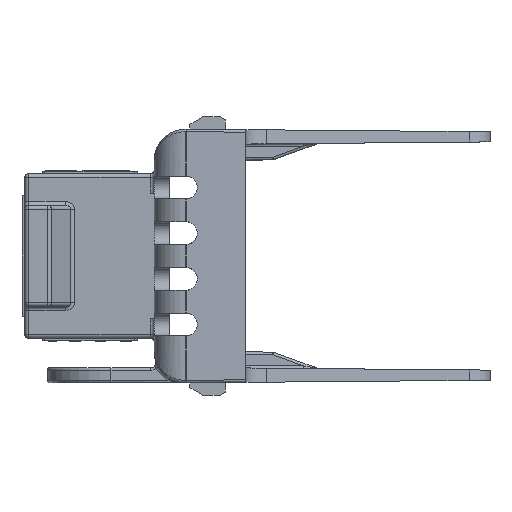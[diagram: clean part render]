
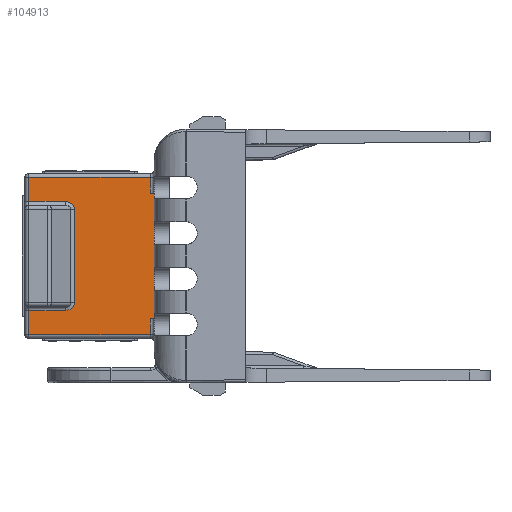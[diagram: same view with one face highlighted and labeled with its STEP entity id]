
A CAD part, left-side view. The second image highlights one B-rep face of the part: STEP entity #104913.
In plain terms, the highlighted planar face has unit normal (-1, 0, 0).
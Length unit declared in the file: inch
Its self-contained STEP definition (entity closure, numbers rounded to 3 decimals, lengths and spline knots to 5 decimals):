
#1124 = CARTESIAN_POINT ( 'NONE',  ( -0.625, 0.175, 0.2475 ) ) ;
#3192 = EDGE_CURVE ( 'NONE', #5923, #150800, #84421, .T. ) ;
#3423 = EDGE_CURVE ( 'NONE', #8134, #103660, #44547, .T. ) ;
#3964 = ORIENTED_EDGE ( 'NONE', *, *, #42692, .T. ) ;
#5321 = VERTEX_POINT ( 'NONE', #23778 ) ;
#5923 = VERTEX_POINT ( 'NONE', #119663 ) ;
#7353 = DIRECTION ( 'NONE',  ( 0., -1., 0. ) ) ;
#8134 = VERTEX_POINT ( 'NONE', #112844 ) ;
#8929 = EDGE_CURVE ( 'NONE', #138874, #5321, #76449, .T. ) ;
#9678 = CARTESIAN_POINT ( 'NONE',  ( -0.625, 0.48974, -0.185 ) ) ;
#10956 = VERTEX_POINT ( 'NONE', #20849 ) ;
#11386 = CARTESIAN_POINT ( 'NONE',  ( -0.625, 0.19, 0.2475 ) ) ;
#12735 = CARTESIAN_POINT ( 'NONE',  ( -0.625, 0.685, 0.31 ) ) ;
#13967 = VERTEX_POINT ( 'NONE', #11386 ) ;
#14967 = EDGE_CURVE ( 'NONE', #141332, #150800, #151906, .T. ) ;
#17266 = ORIENTED_EDGE ( 'NONE', *, *, #156618, .T. ) ;
#17545 = DIRECTION ( 'NONE',  ( 0., 1., 0. ) ) ;
#17784 = VERTEX_POINT ( 'NONE', #128407 ) ;
#20849 = CARTESIAN_POINT ( 'NONE',  ( -0.625, 0.67, 0.31 ) ) ;
#21889 = DIRECTION ( 'NONE',  ( 0., 0., -1. ) ) ;
#23778 = CARTESIAN_POINT ( 'NONE',  ( -0.625, 0.67, -0.31 ) ) ;
#24703 = CARTESIAN_POINT ( 'NONE',  ( -0.625, 0.48974, -0.185 ) ) ;
#24931 = DIRECTION ( 'NONE',  ( 1., 0., 0. ) ) ;
#25529 = CARTESIAN_POINT ( 'NONE',  ( -0.625, 0.50409, -0.215 ) ) ;
#30318 = ORIENTED_EDGE ( 'NONE', *, *, #14967, .F. ) ;
#32867 = VECTOR ( 'NONE', #50392, 39.37008 ) ;
#35940 = FACE_OUTER_BOUND ( 'NONE', #92170, .T. ) ;
#38353 = EDGE_CURVE ( 'NONE', #10956, #150610, #97535, .T. ) ;
#38685 = DIRECTION ( 'NONE',  ( 0., -1., 0. ) ) ;
#42692 = EDGE_CURVE ( 'NONE', #103660, #54733, #74491, .T. ) ;
#44547 = LINE ( 'NONE', #123024, #45444 ) ;
#45198 = ORIENTED_EDGE ( 'NONE', *, *, #133410, .T. ) ;
#45444 = VECTOR ( 'NONE', #7353, 39.37008 ) ;
#45474 = CARTESIAN_POINT ( 'NONE',  ( -0.625, 0.175, -0.2475 ) ) ;
#48413 = VECTOR ( 'NONE', #88430, 39.37008 ) ;
#49303 = ORIENTED_EDGE ( 'NONE', *, *, #86701, .T. ) ;
#49573 = CARTESIAN_POINT ( 'NONE',  ( -0.625, 0.685, -0.31 ) ) ;
#50392 = DIRECTION ( 'NONE',  ( 0., 1., 0. ) ) ;
#52082 = CARTESIAN_POINT ( 'NONE',  ( -0.625, 0.52438, 0.215 ) ) ;
#54733 = VERTEX_POINT ( 'NONE', #1124 ) ;
#54855 = CARTESIAN_POINT ( 'NONE',  ( -0.625, 0.19, 0.31 ) ) ;
#59801 = DIRECTION ( 'NONE',  ( 0., 0., 1. ) ) ;
#60437 = CARTESIAN_POINT ( 'NONE',  ( -0.625, 0.685, 0.325 ) ) ;
#61220 = ORIENTED_EDGE ( 'NONE', *, *, #93763, .T. ) ;
#61393 = VECTOR ( 'NONE', #17545, 39.37008 ) ;
#63036 = LINE ( 'NONE', #114533, #32867 ) ;
#64719 = VECTOR ( 'NONE', #38685, 39.37008 ) ;
#66886 = ORIENTED_EDGE ( 'NONE', *, *, #38353, .T. ) ;
#74491 = LINE ( 'NONE', #124315, #92360 ) ;
#75998 = EDGE_CURVE ( 'NONE', #150610, #84413, #76681, .T. ) ;
#76449 = LINE ( 'NONE', #140630, #90121 ) ;
#76681 = LINE ( 'NONE', #103694, #64719 ) ;
#78978 = AXIS2_PLACEMENT_3D ( 'NONE', #60437, #24931, #125429 ) ;
#84413 = VERTEX_POINT ( 'NONE', #52082 ) ;
#84421 = LINE ( 'NONE', #147744, #137044 ) ;
#85065 = CARTESIAN_POINT ( 'NONE',  ( -0.625, 0.67, 0.215 ) ) ;
#86307 =( BOUNDED_CURVE ( )  B_SPLINE_CURVE ( 3, ( #87507, #138996, #86675, #122975 ),
 .UNSPECIFIED., .F., .F. ) 
 B_SPLINE_CURVE_WITH_KNOTS ( ( 4, 4 ),
 ( 3.14159, 4.71239 ),
 .UNSPECIFIED. ) 
 CURVE ( )  GEOMETRIC_REPRESENTATION_ITEM ( )  RATIONAL_B_SPLINE_CURVE ( ( 1., 0.805, 0.805, 1. ) ) 
 REPRESENTATION_ITEM ( '' )  );
#86675 = CARTESIAN_POINT ( 'NONE',  ( -0.625, 0.50409, 0.215 ) ) ;
#86701 = EDGE_CURVE ( 'NONE', #17784, #8134, #115900, .T. ) ;
#86842 = CARTESIAN_POINT ( 'NONE',  ( -0.625, 0.19, 0.325 ) ) ;
#87507 = CARTESIAN_POINT ( 'NONE',  ( -0.625, 0.48974, 0.185 ) ) ;
#88430 = DIRECTION ( 'NONE',  ( 0., -1., 0. ) ) ;
#88918 = CARTESIAN_POINT ( 'NONE',  ( -0.625, 0.48974, -0.20257 ) ) ;
#88970 = EDGE_CURVE ( 'NONE', #54733, #13967, #107063, .T. ) ;
#90121 = VECTOR ( 'NONE', #153334, 39.37008 ) ;
#92170 = EDGE_LOOP ( 'NONE', ( #3964, #111594, #45198, #126876, #66886, #159989, #128737, #126764, #30318, #17266, #95366, #61220, #49303, #94190 ) ) ;
#92360 = VECTOR ( 'NONE', #152201, 39.37008 ) ;
#92923 = DIRECTION ( 'NONE',  ( 0., 1., 0. ) ) ;
#93763 = EDGE_CURVE ( 'NONE', #5321, #17784, #127227, .T. ) ;
#94190 = ORIENTED_EDGE ( 'NONE', *, *, #3423, .T. ) ;
#95366 = ORIENTED_EDGE ( 'NONE', *, *, #8929, .T. ) ;
#97535 = LINE ( 'NONE', #111814, #161486 ) ;
#101729 = EDGE_CURVE ( 'NONE', #5923, #84413, #86307, .T. ) ;
#102044 = VECTOR ( 'NONE', #126065, 39.37008 ) ;
#103660 = VERTEX_POINT ( 'NONE', #45474 ) ;
#103694 = CARTESIAN_POINT ( 'NONE',  ( -0.625, 0.685, 0.215 ) ) ;
#104913 = ADVANCED_FACE ( 'NONE', ( #35940 ), #163463, .F. ) ;
#107063 = LINE ( 'NONE', #161085, #61393 ) ;
#110305 = VECTOR ( 'NONE', #92923, 39.37008 ) ;
#111594 = ORIENTED_EDGE ( 'NONE', *, *, #88970, .T. ) ;
#111814 = CARTESIAN_POINT ( 'NONE',  ( -0.625, 0.67, 0.325 ) ) ;
#112844 = CARTESIAN_POINT ( 'NONE',  ( -0.625, 0.19, -0.2475 ) ) ;
#113382 = CARTESIAN_POINT ( 'NONE',  ( -0.625, 0.52438, -0.215 ) ) ;
#114533 = CARTESIAN_POINT ( 'NONE',  ( -0.625, 0.685, -0.215 ) ) ;
#115900 = LINE ( 'NONE', #164942, #102044 ) ;
#119663 = CARTESIAN_POINT ( 'NONE',  ( -0.625, 0.48974, 0.185 ) ) ;
#122011 = DIRECTION ( 'NONE',  ( 0., 0., -1. ) ) ;
#122975 = CARTESIAN_POINT ( 'NONE',  ( -0.625, 0.52438, 0.215 ) ) ;
#123024 = CARTESIAN_POINT ( 'NONE',  ( -0.625, -1.60765, -0.2475 ) ) ;
#124315 = CARTESIAN_POINT ( 'NONE',  ( -0.625, 0.175, 0.325 ) ) ;
#125429 = DIRECTION ( 'NONE',  ( 0., 0., -1. ) ) ;
#125617 = EDGE_CURVE ( 'NONE', #159236, #10956, #141081, .T. ) ;
#126065 = DIRECTION ( 'NONE',  ( 0., 0., 1. ) ) ;
#126764 = ORIENTED_EDGE ( 'NONE', *, *, #3192, .T. ) ;
#126876 = ORIENTED_EDGE ( 'NONE', *, *, #125617, .T. ) ;
#127227 = LINE ( 'NONE', #49573, #48413 ) ;
#128407 = CARTESIAN_POINT ( 'NONE',  ( -0.625, 0.19, -0.31 ) ) ;
#128737 = ORIENTED_EDGE ( 'NONE', *, *, #101729, .F. ) ;
#133410 = EDGE_CURVE ( 'NONE', #13967, #159236, #148494, .T. ) ;
#135402 = CARTESIAN_POINT ( 'NONE',  ( -0.625, 0.52438, -0.215 ) ) ;
#137044 = VECTOR ( 'NONE', #21889, 39.37008 ) ;
#138874 = VERTEX_POINT ( 'NONE', #154874 ) ;
#138996 = CARTESIAN_POINT ( 'NONE',  ( -0.625, 0.48974, 0.20257 ) ) ;
#140630 = CARTESIAN_POINT ( 'NONE',  ( -0.625, 0.67, 0.325 ) ) ;
#141081 = LINE ( 'NONE', #12735, #110305 ) ;
#141332 = VERTEX_POINT ( 'NONE', #113382 ) ;
#147744 = CARTESIAN_POINT ( 'NONE',  ( -0.625, 0.48974, -0.2 ) ) ;
#148494 = LINE ( 'NONE', #86842, #164597 ) ;
#150610 = VERTEX_POINT ( 'NONE', #85065 ) ;
#150800 = VERTEX_POINT ( 'NONE', #9678 ) ;
#151906 =( BOUNDED_CURVE ( )  B_SPLINE_CURVE ( 3, ( #135402, #25529, #88918, #24703 ),
 .UNSPECIFIED., .F., .F. ) 
 B_SPLINE_CURVE_WITH_KNOTS ( ( 4, 4 ),
 ( 4.71239, 6.28319 ),
 .UNSPECIFIED. ) 
 CURVE ( )  GEOMETRIC_REPRESENTATION_ITEM ( )  RATIONAL_B_SPLINE_CURVE ( ( 1., 0.805, 0.805, 1. ) ) 
 REPRESENTATION_ITEM ( '' )  );
#152201 = DIRECTION ( 'NONE',  ( 0., 0., 1. ) ) ;
#153334 = DIRECTION ( 'NONE',  ( 0., 0., -1. ) ) ;
#154874 = CARTESIAN_POINT ( 'NONE',  ( -0.625, 0.67, -0.215 ) ) ;
#156618 = EDGE_CURVE ( 'NONE', #141332, #138874, #63036, .T. ) ;
#159236 = VERTEX_POINT ( 'NONE', #54855 ) ;
#159989 = ORIENTED_EDGE ( 'NONE', *, *, #75998, .T. ) ;
#161085 = CARTESIAN_POINT ( 'NONE',  ( -0.625, -1.60765, 0.2475 ) ) ;
#161486 = VECTOR ( 'NONE', #122011, 39.37008 ) ;
#163463 = PLANE ( 'NONE',  #78978 ) ;
#164597 = VECTOR ( 'NONE', #59801, 39.37008 ) ;
#164942 = CARTESIAN_POINT ( 'NONE',  ( -0.625, 0.19, -0.2475 ) ) ;
